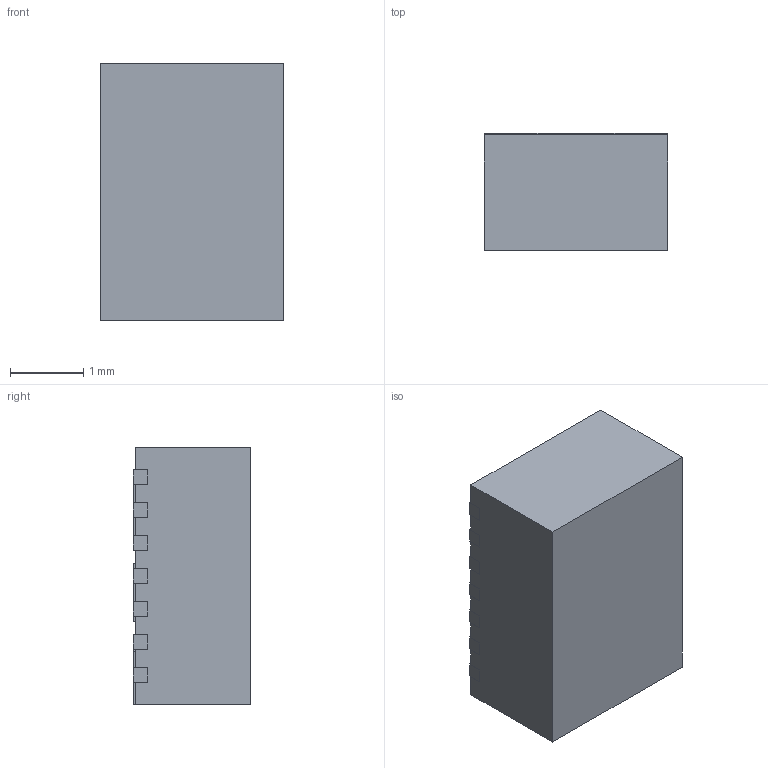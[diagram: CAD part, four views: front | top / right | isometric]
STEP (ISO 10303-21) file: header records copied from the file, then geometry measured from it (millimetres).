
FILE_DESCRIPTION (( 'STEP AP214' ), '1' );
FILE_NAME ('MPM3833CGRH-Z.STEP', '2023-10-13T09:58:14', ( '' ), ( '' ), 'SwSTEP 2.0', 'SolidWorks 2021', '' );
FILE_SCHEMA (( 'AUTOMOTIVE_DESIGN' ));
Length unit declared in the file: millimetre
Products named in the file (1): MPM3833CGRH-Z
Bounding box: 2.5 x 1.6 x 3.5 mm (x, y, z)
Volume: 13.9 mm3; surface area: 53.7 mm2
Topology: 16 solids, 16 shells, 271 faces, 708 edges, 472 vertices
Faces by surface type: plane 199, cylinder 72
Entity records: 8595 total; most frequent: CARTESIAN_POINT 1452, ORIENTED_EDGE 1416, DIRECTION 1396, EDGE_CURVE 708, LINE 564, VECTOR 564, VERTEX_POINT 472, AXIS2_PLACEMENT_3D 416
